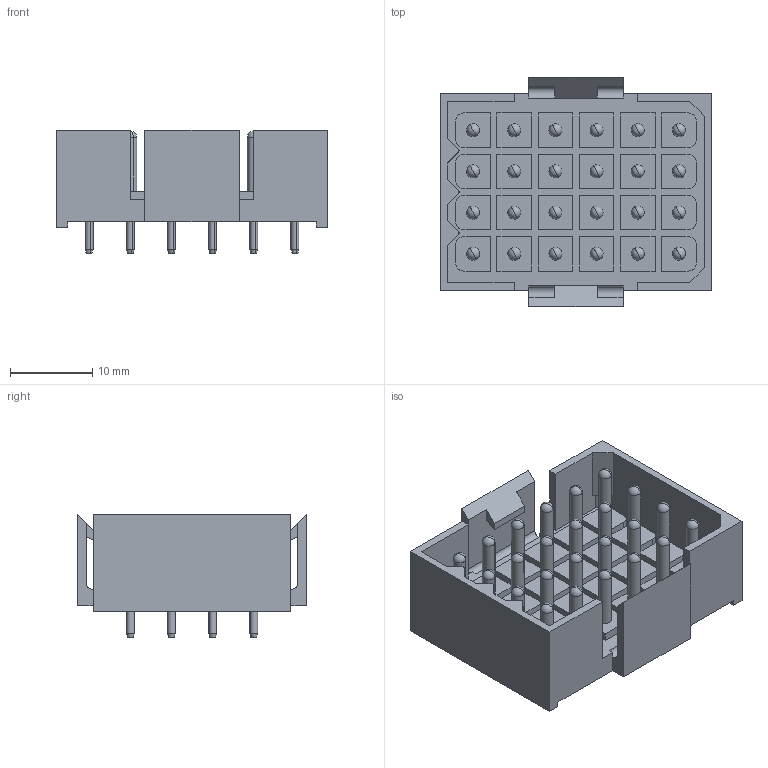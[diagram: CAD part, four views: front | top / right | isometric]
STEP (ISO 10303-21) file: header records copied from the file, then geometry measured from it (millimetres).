
FILE_DESCRIPTION(('CATIA V5 STEP Exchange','CAx-IF Rec.Pracs.--- Model Styling and Organization---1.2---2011-12-15'),'2;1');
FILE_NAME ('D1452060_0_1445400000_1445400000.stp','2018-09-20T17:44:55+00:00',('none'),('Weidmueller'),'CATIA Version 5-6 Release 2014','CATIA V5 STEP AP214','none');
FILE_SCHEMA(('AUTOMOTIVE_DESIGN { 1 0 10303 214 1 1 1 1 }'));
Length unit declared in the file: millimetre
Products named in the file (1): 1445400000
Bounding box: 33 x 27.8 x 15 mm (x, y, z)
Volume: 4029.1 mm3; surface area: 6008.3 mm2
Topology: 25 solids, 25 shells, 490 faces, 1148 edges, 708 vertices
Faces by surface type: plane 229, cylinder 165, sphere 48, cone 48
Entity records: 12138 total; most frequent: ORIENTED_EDGE 2200, CARTESIAN_POINT 2059, DIRECTION 1600, EDGE_CURVE 1100, VERTEX_POINT 708, AXIS2_PLACEMENT_3D 681, VECTOR 670, LINE 670
